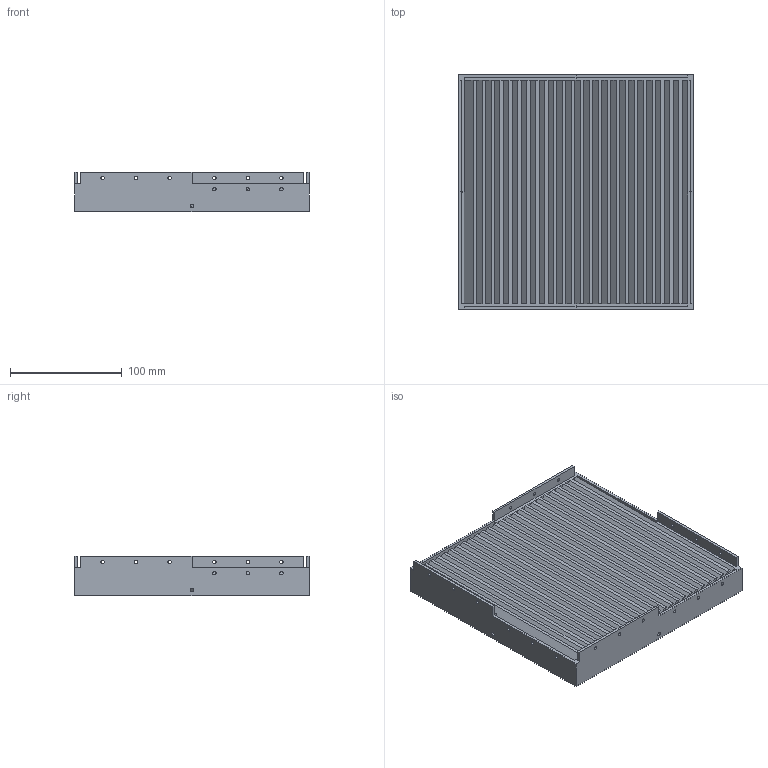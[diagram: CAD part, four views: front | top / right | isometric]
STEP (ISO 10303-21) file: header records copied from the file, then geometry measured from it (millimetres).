
FILE_DESCRIPTION(/* description */ (''),/* implementation_level */ '2;1');
FILE_NAME(/* name */ 'lichtschutz.stp',/* time_stamp */ '2020-10-24T12:32:50+02:00',/* author */ ('Dane'),/* organization */ (''),/* preprocessor_version */ 'ST-DEVELOPER v18',/* originating_system */ 'Autodesk Inventor 2020',/* authorisation */ '');
FILE_SCHEMA (('AUTOMOTIVE_DESIGN { 1 0 10303 214 3 1 1 }'));
Length unit declared in the file: millimetre
Products named in the file (1): lichtschutz
Bounding box: 210 x 210 x 35 mm (x, y, z)
Volume: 450048.7 mm3; surface area: 430166.4 mm2
Topology: 1 solids, 1 shells, 251 faces, 795 edges, 515 vertices
Faces by surface type: plane 223, cylinder 28
Full cylindrical faces by diameter (mm): 3 x28
Entity records: 8900 total; most frequent: ORIENTED_EDGE 1590, CARTESIAN_POINT 1562, DIRECTION 1389, EDGE_CURVE 795, LINE 705, VECTOR 705, VERTEX_POINT 515, AXIS2_PLACEMENT_3D 342
